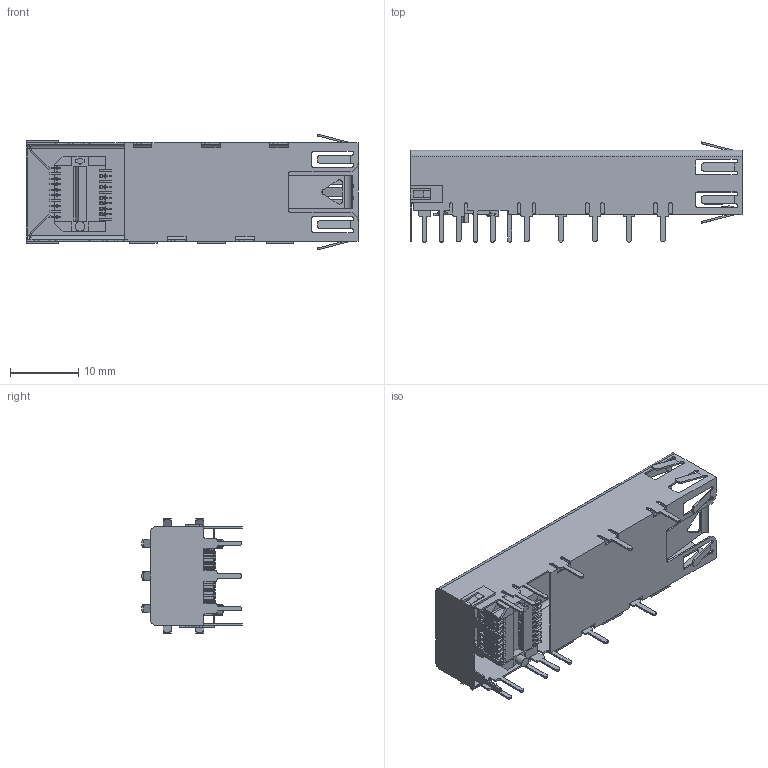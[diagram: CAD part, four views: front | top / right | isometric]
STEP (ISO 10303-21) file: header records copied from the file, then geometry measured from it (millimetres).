
FILE_DESCRIPTION(/* description */ ('STEP AP242','CAx-IF Rec.Pracs.---Representation and Presentation of Product Manufacturing Information (PMI)---4.0---2014-10-13','CAx-IF Rec.Pracs.---3D Tessellated Geometry---0.4---2014-09-14','2;1'),/* implementation_level */ '2;1');
FILE_NAME(/* name */ '663555e0ddded813a2abc17c',/* time_stamp */ '2024-05-03T21:23:45Z',/* author */ (''),/* organization */ (''),/* preprocessor_version */ 'ST-DEVELOPER v20',/* originating_system */ ' ',/* authorisation */ ' ');
FILE_SCHEMA (('AP242_MANAGED_MODEL_BASED_3D_ENGINEERING_MIM_LF { 1 0 10303 442 1 1 4 }'));
Length unit declared in the file: metre
Products named in the file (2): sfpk-sl_1
Bounding box: 48.73 x 14.7 x 17 mm (x, y, z)
Volume: 789.6 mm3; surface area: 5475.5 mm2
Topology: 2 solids, 2 shells, 1720 faces, 5280 edges, 3466 vertices
Faces by surface type: plane 1141, cylinder 579
Full cylindrical faces by diameter (mm): 1.4 x1
Entity records: 63770 total; most frequent: CARTESIAN_POINT 10578, ORIENTED_EDGE 10556, DIRECTION 9854, EDGE_CURVE 5278, LINE 4044, VECTOR 4044, VERTEX_POINT 3465, AXIS2_PLACEMENT_3D 2905
